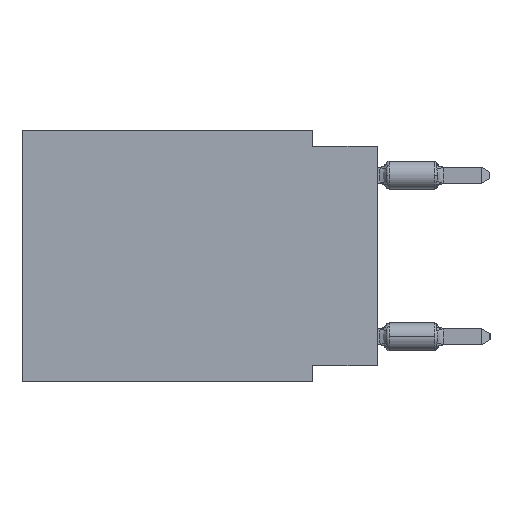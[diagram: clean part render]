
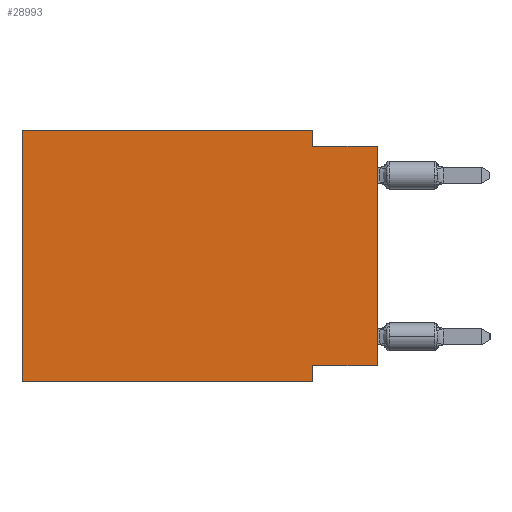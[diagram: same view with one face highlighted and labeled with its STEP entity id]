
A CAD part, left-side view. The second image highlights one B-rep face of the part: STEP entity #28993.
In plain terms, the highlighted planar face has unit normal (-1, 0, 0).
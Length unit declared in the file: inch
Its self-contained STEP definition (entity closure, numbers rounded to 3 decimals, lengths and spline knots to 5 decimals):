
#1872 = EDGE_LOOP ( 'NONE', ( #62855, #43467, #58040, #5504, #30898, #39693, #51452, #28775 ) ) ;
#2429 = CARTESIAN_POINT ( 'NONE',  ( 0., 0.1, -0.025 ) ) ;
#2823 = VECTOR ( 'NONE', #51514, 39.37008 ) ;
#3016 = VERTEX_POINT ( 'NONE', #17224 ) ;
#3468 = EDGE_CURVE ( 'NONE', #6566, #57584, #20072, .T. ) ;
#4630 = CARTESIAN_POINT ( 'NONE',  ( 0., 0.55, -0.39 ) ) ;
#5128 = VECTOR ( 'NONE', #56696, 39.37008 ) ;
#5504 = ORIENTED_EDGE ( 'NONE', *, *, #13421, .F. ) ;
#6566 = VERTEX_POINT ( 'NONE', #4630 ) ;
#12281 = VERTEX_POINT ( 'NONE', #2429 ) ;
#13421 = EDGE_CURVE ( 'NONE', #57584, #65810, #41602, .T. ) ;
#15075 = DIRECTION ( 'NONE',  ( 0., 1., 0. ) ) ;
#15480 = CARTESIAN_POINT ( 'NONE',  ( 0., 0.1, -0.365 ) ) ;
#15612 = EDGE_CURVE ( 'NONE', #3016, #19780, #56494, .T. ) ;
#15679 = CARTESIAN_POINT ( 'NONE',  ( 0., 0.1, 0. ) ) ;
#15704 = CARTESIAN_POINT ( 'NONE',  ( 0., 0., 0. ) ) ;
#17224 = CARTESIAN_POINT ( 'NONE',  ( 0., 0., -0.365 ) ) ;
#18659 = EDGE_CURVE ( 'NONE', #65810, #12281, #32477, .T. ) ;
#19561 = DIRECTION ( 'NONE',  ( 0., -1., 0. ) ) ;
#19780 = VERTEX_POINT ( 'NONE', #15480 ) ;
#19891 = FACE_OUTER_BOUND ( 'NONE', #1872, .T. ) ;
#20072 = LINE ( 'NONE', #66612, #5128 ) ;
#21811 = VECTOR ( 'NONE', #19561, 39.37008 ) ;
#21869 = DIRECTION ( 'NONE',  ( 0., 0., -1. ) ) ;
#25930 = CARTESIAN_POINT ( 'NONE',  ( 0., 0., -0.025 ) ) ;
#26612 = VERTEX_POINT ( 'NONE', #25930 ) ;
#27333 = LINE ( 'NONE', #15704, #46004 ) ;
#28775 = ORIENTED_EDGE ( 'NONE', *, *, #15612, .F. ) ;
#28802 = DIRECTION ( 'NONE',  ( 1., 0., 0. ) ) ;
#28960 = EDGE_CURVE ( 'NONE', #12281, #26612, #66759, .T. ) ;
#28993 = ADVANCED_FACE ( 'NONE', ( #19891 ), #33949, .F. ) ;
#29134 = CARTESIAN_POINT ( 'NONE',  ( 0., 0., -0.025 ) ) ;
#30648 = EDGE_CURVE ( 'NONE', #3016, #26612, #27333, .T. ) ;
#30898 = ORIENTED_EDGE ( 'NONE', *, *, #3468, .F. ) ;
#32477 = LINE ( 'NONE', #37971, #33240 ) ;
#33240 = VECTOR ( 'NONE', #21869, 39.37008 ) ;
#33949 = PLANE ( 'NONE',  #34888 ) ;
#34043 = DIRECTION ( 'NONE',  ( 0., 0., -1. ) ) ;
#34888 = AXIS2_PLACEMENT_3D ( 'NONE', #54831, #28802, #44572 ) ;
#35398 = CARTESIAN_POINT ( 'NONE',  ( 0., 0.1, -0.39 ) ) ;
#37971 = CARTESIAN_POINT ( 'NONE',  ( 0., 0.1, 0. ) ) ;
#39693 = ORIENTED_EDGE ( 'NONE', *, *, #51583, .T. ) ;
#40437 = CARTESIAN_POINT ( 'NONE',  ( 0., 0., -0.365 ) ) ;
#41602 = LINE ( 'NONE', #66900, #2823 ) ;
#42761 = DIRECTION ( 'NONE',  ( 0., 0., 1. ) ) ;
#43467 = ORIENTED_EDGE ( 'NONE', *, *, #28960, .F. ) ;
#44572 = DIRECTION ( 'NONE',  ( 0., 0., -1. ) ) ;
#44997 = LINE ( 'NONE', #65827, #60101 ) ;
#46004 = VECTOR ( 'NONE', #42761, 39.37008 ) ;
#50142 = VERTEX_POINT ( 'NONE', #35398 ) ;
#51452 = ORIENTED_EDGE ( 'NONE', *, *, #61842, .F. ) ;
#51514 = DIRECTION ( 'NONE',  ( 0., -1., 0. ) ) ;
#51583 = EDGE_CURVE ( 'NONE', #6566, #50142, #63102, .T. ) ;
#54831 = CARTESIAN_POINT ( 'NONE',  ( 0., 0.55, 0. ) ) ;
#55089 = VECTOR ( 'NONE', #58648, 39.37008 ) ;
#56494 = LINE ( 'NONE', #40437, #60947 ) ;
#56696 = DIRECTION ( 'NONE',  ( 0., 0., 1. ) ) ;
#57584 = VERTEX_POINT ( 'NONE', #58368 ) ;
#57995 = CARTESIAN_POINT ( 'NONE',  ( 0., 0.55, -0.39 ) ) ;
#58040 = ORIENTED_EDGE ( 'NONE', *, *, #18659, .F. ) ;
#58368 = CARTESIAN_POINT ( 'NONE',  ( 0., 0.55, 0. ) ) ;
#58648 = DIRECTION ( 'NONE',  ( 0., -1., 0. ) ) ;
#60101 = VECTOR ( 'NONE', #34043, 39.37008 ) ;
#60947 = VECTOR ( 'NONE', #15075, 39.37008 ) ;
#61842 = EDGE_CURVE ( 'NONE', #19780, #50142, #44997, .T. ) ;
#62855 = ORIENTED_EDGE ( 'NONE', *, *, #30648, .T. ) ;
#63102 = LINE ( 'NONE', #57995, #55089 ) ;
#65810 = VERTEX_POINT ( 'NONE', #15679 ) ;
#65827 = CARTESIAN_POINT ( 'NONE',  ( 0., 0.1, -0.39 ) ) ;
#66612 = CARTESIAN_POINT ( 'NONE',  ( 0., 0.55, 0. ) ) ;
#66759 = LINE ( 'NONE', #29134, #21811 ) ;
#66900 = CARTESIAN_POINT ( 'NONE',  ( 0., 0.55, 0. ) ) ;
